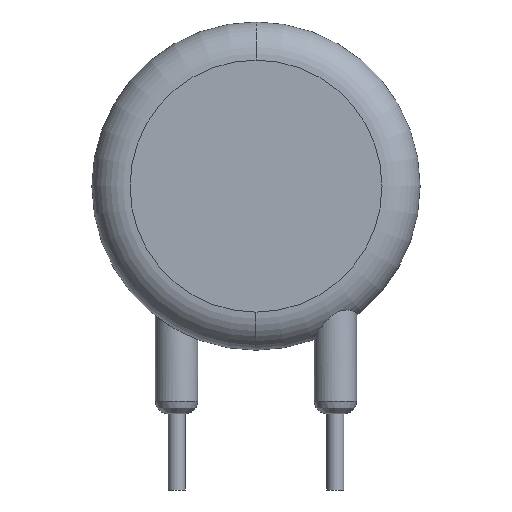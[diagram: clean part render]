
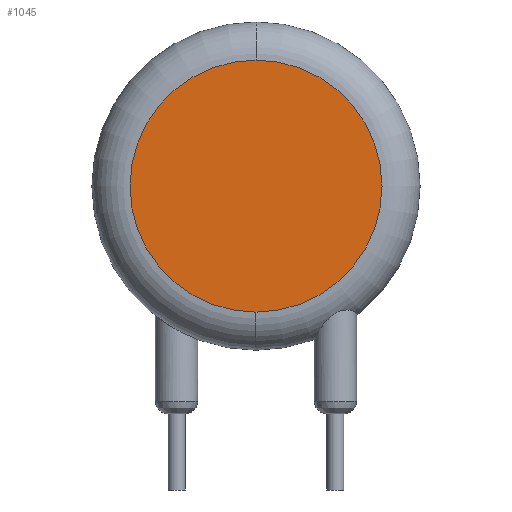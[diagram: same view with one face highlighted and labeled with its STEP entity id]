
A CAD part, front view. The second image highlights one B-rep face of the part: STEP entity #1045.
In plain terms, the highlighted planar face has unit normal (0, -1, 0).
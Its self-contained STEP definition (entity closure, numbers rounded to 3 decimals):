
#803=CARTESIAN_POINT('',(0.,-2.4,16.7));
#804=VERTEX_POINT('',#803);
#830=CARTESIAN_POINT('',(0.,-2.4,4.8));
#831=VERTEX_POINT('',#830);
#839=CARTESIAN_POINT('',(0.,-2.4,10.75));
#840=DIRECTION('',(0.0,1.0,0.0));
#841=DIRECTION('',(-1.0,0.0,0.0));
#842=AXIS2_PLACEMENT_3D('',#839,#840,#841);
#843=CIRCLE('',#842,5.95);
#844=EDGE_CURVE('',#831,#804,#843,.T.);
#1013=CARTESIAN_POINT('',(5.95,-2.4,10.75));
#1014=VERTEX_POINT('',#1013);
#1015=CARTESIAN_POINT('',(0.,-2.4,10.75));
#1016=DIRECTION('',(0.0,1.0,0.0));
#1017=DIRECTION('',(-1.0,0.0,0.0));
#1018=AXIS2_PLACEMENT_3D('',#1015,#1016,#1017);
#1019=CIRCLE('',#1018,5.95);
#1020=EDGE_CURVE('',#804,#1014,#1019,.T.);
#1022=CARTESIAN_POINT('',(0.,-2.4,10.75));
#1023=DIRECTION('',(0.0,1.0,0.0));
#1024=DIRECTION('',(-1.0,0.0,0.0));
#1025=AXIS2_PLACEMENT_3D('',#1022,#1023,#1024);
#1026=CIRCLE('',#1025,5.95);
#1027=EDGE_CURVE('',#1014,#831,#1026,.T.);
#1035=CARTESIAN_POINT('',(0.,-2.4,10.75));
#1036=DIRECTION('',(0.0,-1.0,0.0));
#1037=DIRECTION('',(0.0,0.0,-1.0));
#1038=AXIS2_PLACEMENT_3D('',#1035,#1036,#1037);
#1039=PLANE('',#1038);
#1040=ORIENTED_EDGE('',*,*,#1027,.F.);
#1041=ORIENTED_EDGE('',*,*,#1020,.F.);
#1042=ORIENTED_EDGE('',*,*,#844,.F.);
#1043=EDGE_LOOP('',(#1040,#1041,#1042));
#1044=FACE_OUTER_BOUND('',#1043,.T.);
#1045=ADVANCED_FACE('',(#1044),#1039,.T.);
